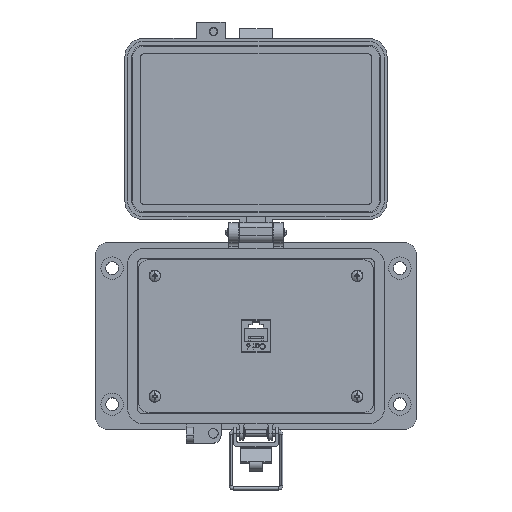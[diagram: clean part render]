
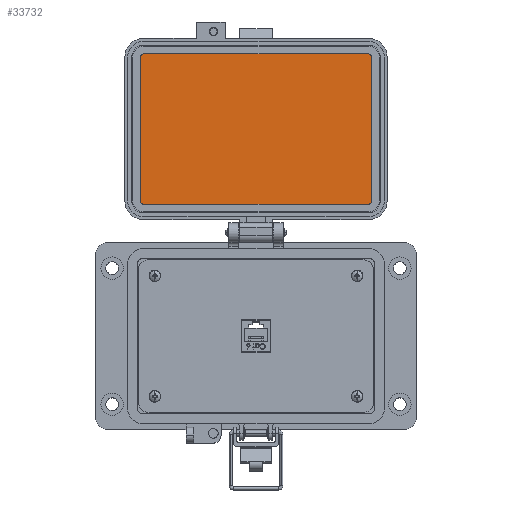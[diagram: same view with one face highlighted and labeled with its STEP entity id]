
A CAD part, top view. The second image highlights one B-rep face of the part: STEP entity #33732.
In plain terms, the highlighted planar face has unit normal (0, 0, 1).
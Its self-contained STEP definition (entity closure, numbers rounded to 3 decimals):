
#393 = EDGE_CURVE ( 'NONE', #22454, #30831, #8995, .T. ) ;
#720 = CARTESIAN_POINT ( 'NONE',  ( -30.745, 145.119, 8.694 ) ) ;
#935 = PLANE ( 'NONE',  #12652 ) ;
#1220 = DIRECTION ( 'NONE',  ( 0., -1., 0. ) ) ;
#2350 = LINE ( 'NONE', #39538, #37307 ) ;
#3005 = VERTEX_POINT ( 'NONE', #8744 ) ;
#3764 = ORIENTED_EDGE ( 'NONE', *, *, #10215, .F. ) ;
#4504 = FACE_OUTER_BOUND ( 'NONE', #16620, .T. ) ;
#5399 = CARTESIAN_POINT ( 'NONE',  ( 57.717, 143.334, 8.694 ) ) ;
#6046 = ORIENTED_EDGE ( 'NONE', *, *, #21897, .F. ) ;
#7399 = CARTESIAN_POINT ( 'NONE',  ( -59.505, 69.55, 8.694 ) ) ;
#8700 = CARTESIAN_POINT ( 'NONE',  ( 59.502, 143.334, 8.694 ) ) ;
#8744 = CARTESIAN_POINT ( 'NONE',  ( -57.72, 145.119, 8.694 ) ) ;
#8995 = CIRCLE ( 'NONE', #33848, 1.785 ) ;
#9186 = DIRECTION ( 'NONE',  ( 0., 0., -1. ) ) ;
#10130 = DIRECTION ( 'NONE',  ( 1., 0., 0. ) ) ;
#10215 = EDGE_CURVE ( 'NONE', #19743, #22454, #24330, .T. ) ;
#10814 = EDGE_CURVE ( 'NONE', #39217, #3005, #11316, .T. ) ;
#11007 = CIRCLE ( 'NONE', #20979, 1.785 ) ;
#11316 = CIRCLE ( 'NONE', #39051, 1.785 ) ;
#11709 = DIRECTION ( 'NONE',  ( 0., 0., -1. ) ) ;
#12652 = AXIS2_PLACEMENT_3D ( 'NONE', #720, #34567, #38787 ) ;
#12809 = CARTESIAN_POINT ( 'NONE',  ( 57.717, 145.119, 8.694 ) ) ;
#13366 = VECTOR ( 'NONE', #10130, 1000. ) ;
#16620 = EDGE_LOOP ( 'NONE', ( #23625, #41081, #6046, #23321, #26188, #3764, #41951, #39195 ) ) ;
#17363 = VERTEX_POINT ( 'NONE', #20046 ) ;
#18111 = VERTEX_POINT ( 'NONE', #7399 ) ;
#18845 = DIRECTION ( 'NONE',  ( 0., 1., 0. ) ) ;
#18944 = CARTESIAN_POINT ( 'NONE',  ( -57.72, 67.765, 8.694 ) ) ;
#19397 = CARTESIAN_POINT ( 'NONE',  ( -57.72, 69.55, 8.694 ) ) ;
#19743 = VERTEX_POINT ( 'NONE', #8700 ) ;
#20046 = CARTESIAN_POINT ( 'NONE',  ( -57.72, 67.765, 8.694 ) ) ;
#20149 = VERTEX_POINT ( 'NONE', #43572 ) ;
#20979 = AXIS2_PLACEMENT_3D ( 'NONE', #19397, #9186, #36328 ) ;
#21565 = EDGE_CURVE ( 'NONE', #18111, #39217, #2350, .T. ) ;
#21897 = EDGE_CURVE ( 'NONE', #17363, #18111, #11007, .T. ) ;
#21903 = DIRECTION ( 'NONE',  ( 0., -1., 0. ) ) ;
#22454 = VERTEX_POINT ( 'NONE', #27762 ) ;
#22551 = DIRECTION ( 'NONE',  ( 0., -1., 0. ) ) ;
#22668 = VECTOR ( 'NONE', #29407, 1000. ) ;
#22779 = CARTESIAN_POINT ( 'NONE',  ( 57.717, 69.55, 8.694 ) ) ;
#23321 = ORIENTED_EDGE ( 'NONE', *, *, #27199, .F. ) ;
#23625 = ORIENTED_EDGE ( 'NONE', *, *, #10814, .F. ) ;
#24074 = CARTESIAN_POINT ( 'NONE',  ( -59.505, 143.334, 8.694 ) ) ;
#24330 = LINE ( 'NONE', #33906, #27624 ) ;
#25146 = EDGE_CURVE ( 'NONE', #20149, #19743, #41732, .T. ) ;
#26069 = EDGE_CURVE ( 'NONE', #3005, #20149, #43951, .T. ) ;
#26188 = ORIENTED_EDGE ( 'NONE', *, *, #393, .F. ) ;
#27199 = EDGE_CURVE ( 'NONE', #30831, #17363, #32755, .T. ) ;
#27624 = VECTOR ( 'NONE', #30567, 1000. ) ;
#27762 = CARTESIAN_POINT ( 'NONE',  ( 59.502, 69.55, 8.694 ) ) ;
#29407 = DIRECTION ( 'NONE',  ( -1., 0., 0. ) ) ;
#30567 = DIRECTION ( 'NONE',  ( 0., -1., 0. ) ) ;
#30831 = VERTEX_POINT ( 'NONE', #36958 ) ;
#31730 = CARTESIAN_POINT ( 'NONE',  ( -57.72, 143.334, 8.694 ) ) ;
#32755 = LINE ( 'NONE', #18944, #22668 ) ;
#33222 = AXIS2_PLACEMENT_3D ( 'NONE', #5399, #35224, #21903 ) ;
#33732 = ADVANCED_FACE ( 'NONE', ( #4504 ), #935, .T. ) ;
#33848 = AXIS2_PLACEMENT_3D ( 'NONE', #22779, #39678, #22551 ) ;
#33906 = CARTESIAN_POINT ( 'NONE',  ( 59.502, 69.55, 8.694 ) ) ;
#34567 = DIRECTION ( 'NONE',  ( 0., 0., 1. ) ) ;
#35224 = DIRECTION ( 'NONE',  ( 0., 0., -1. ) ) ;
#36328 = DIRECTION ( 'NONE',  ( 0., -1., 0. ) ) ;
#36958 = CARTESIAN_POINT ( 'NONE',  ( 57.717, 67.765, 8.694 ) ) ;
#37307 = VECTOR ( 'NONE', #18845, 1000. ) ;
#38787 = DIRECTION ( 'NONE',  ( 0., -1., 0. ) ) ;
#39051 = AXIS2_PLACEMENT_3D ( 'NONE', #31730, #11709, #1220 ) ;
#39195 = ORIENTED_EDGE ( 'NONE', *, *, #26069, .F. ) ;
#39217 = VERTEX_POINT ( 'NONE', #24074 ) ;
#39538 = CARTESIAN_POINT ( 'NONE',  ( -59.505, 143.334, 8.694 ) ) ;
#39678 = DIRECTION ( 'NONE',  ( 0., 0., -1. ) ) ;
#41081 = ORIENTED_EDGE ( 'NONE', *, *, #21565, .F. ) ;
#41732 = CIRCLE ( 'NONE', #33222, 1.785 ) ;
#41951 = ORIENTED_EDGE ( 'NONE', *, *, #25146, .F. ) ;
#43572 = CARTESIAN_POINT ( 'NONE',  ( 57.717, 145.119, 8.694 ) ) ;
#43951 = LINE ( 'NONE', #12809, #13366 ) ;
